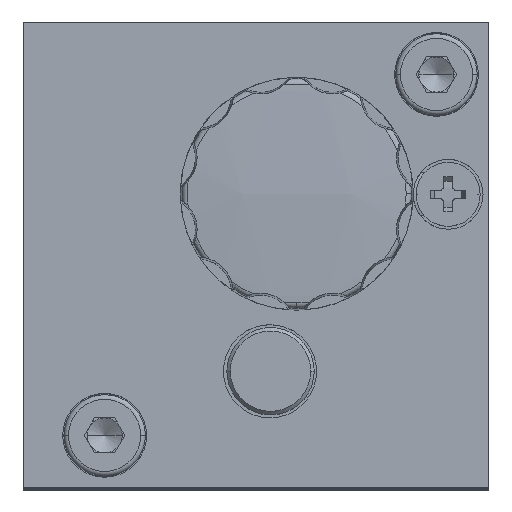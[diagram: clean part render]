
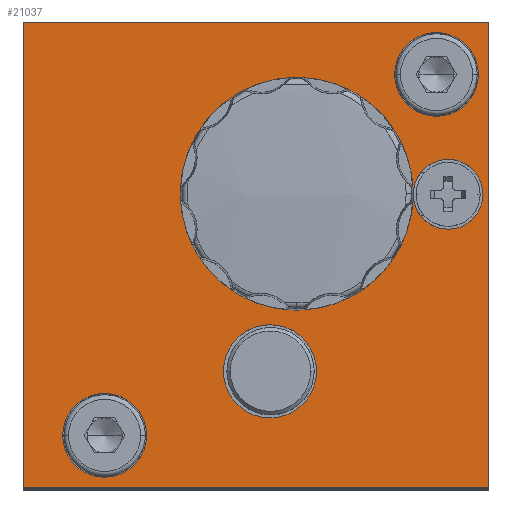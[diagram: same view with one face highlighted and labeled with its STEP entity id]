
A CAD part, top view. The second image highlights one B-rep face of the part: STEP entity #21037.
In plain terms, the highlighted planar face has unit normal (0, 0, 1).
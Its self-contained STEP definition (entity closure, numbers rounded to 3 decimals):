
#31 = DIRECTION ( 'NONE',  ( 0., 0., -1. ) ) ;
#359 = VERTEX_POINT ( 'NONE', #23903 ) ;
#969 = ORIENTED_EDGE ( 'NONE', *, *, #2988, .T. ) ;
#1067 = VECTOR ( 'NONE', #40884, 1000. ) ;
#1113 = EDGE_CURVE ( 'NONE', #34200, #31763, #22606, .T. ) ;
#1159 = ORIENTED_EDGE ( 'NONE', *, *, #37215, .T. ) ;
#1309 = DIRECTION ( 'NONE',  ( 1., 0., 0. ) ) ;
#1344 = FACE_BOUND ( 'NONE', #40430, .T. ) ;
#2988 = EDGE_CURVE ( 'NONE', #37653, #359, #3883, .T. ) ;
#3533 = CARTESIAN_POINT ( 'NONE',  ( 32.5, 25.2, 80.5 ) ) ;
#3682 = EDGE_LOOP ( 'NONE', ( #17280, #1159 ) ) ;
#3797 = CARTESIAN_POINT ( 'NONE',  ( 17.2, 10., 80.5 ) ) ;
#3857 = FACE_OUTER_BOUND ( 'NONE', #26679, .T. ) ;
#3883 = CIRCLE ( 'NONE', #31227, 4. ) ;
#5047 = DIRECTION ( 'NONE',  ( 0., 0., -1. ) ) ;
#5096 = AXIS2_PLACEMENT_3D ( 'NONE', #16004, #31728, #38335 ) ;
#5319 = CIRCLE ( 'NONE', #22783, 4. ) ;
#5879 = DIRECTION ( 'NONE',  ( 0., 0., -1. ) ) ;
#6448 = EDGE_CURVE ( 'NONE', #359, #37653, #5319, .T. ) ;
#6756 = VERTEX_POINT ( 'NONE', #13724 ) ;
#7687 = CIRCLE ( 'NONE', #29966, 9. ) ;
#7754 = CARTESIAN_POINT ( 'NONE',  ( 35.5, 35.5, 80.5 ) ) ;
#8334 = CARTESIAN_POINT ( 'NONE',  ( 40., 40., 80.5 ) ) ;
#8712 = CARTESIAN_POINT ( 'NONE',  ( 7., 4.5, 80.5 ) ) ;
#8957 = ORIENTED_EDGE ( 'NONE', *, *, #33344, .T. ) ;
#10286 = LINE ( 'NONE', #8334, #30886 ) ;
#10413 = CARTESIAN_POINT ( 'NONE',  ( 23.5, 25.2, 80.5 ) ) ;
#11051 = CIRCLE ( 'NONE', #39509, 3.6 ) ;
#11088 = CARTESIAN_POINT ( 'NONE',  ( 10.6, 4.5, 80.5 ) ) ;
#11242 = DIRECTION ( 'NONE',  ( 1., 0., 0. ) ) ;
#11486 = AXIS2_PLACEMENT_3D ( 'NONE', #8712, #31, #25660 ) ;
#11871 = CIRCLE ( 'NONE', #5096, 3. ) ;
#12887 = FACE_BOUND ( 'NONE', #3682, .T. ) ;
#13299 = DIRECTION ( 'NONE',  ( 0., 0., -1. ) ) ;
#13420 = EDGE_LOOP ( 'NONE', ( #969, #26978 ) ) ;
#13724 = CARTESIAN_POINT ( 'NONE',  ( 14.5, 25.2, 80.5 ) ) ;
#13918 = EDGE_CURVE ( 'NONE', #29308, #21656, #29917, .T. ) ;
#13983 = ORIENTED_EDGE ( 'NONE', *, *, #36588, .T. ) ;
#14375 = VECTOR ( 'NONE', #27518, 1000. ) ;
#14662 = CIRCLE ( 'NONE', #39948, 3.6 ) ;
#14795 = EDGE_LOOP ( 'NONE', ( #23396, #30204 ) ) ;
#15402 = FACE_BOUND ( 'NONE', #24792, .T. ) ;
#15917 = CARTESIAN_POINT ( 'NONE',  ( 0., 40., 80.5 ) ) ;
#16004 = CARTESIAN_POINT ( 'NONE',  ( 36.5, 25.2, 80.5 ) ) ;
#17045 = CARTESIAN_POINT ( 'NONE',  ( 7., 4.5, 80.5 ) ) ;
#17279 = AXIS2_PLACEMENT_3D ( 'NONE', #22256, #13299, #25743 ) ;
#17280 = ORIENTED_EDGE ( 'NONE', *, *, #1113, .T. ) ;
#17909 = CARTESIAN_POINT ( 'NONE',  ( 33.5, 25.2, 80.5 ) ) ;
#17948 = ORIENTED_EDGE ( 'NONE', *, *, #19632, .T. ) ;
#19074 = AXIS2_PLACEMENT_3D ( 'NONE', #31453, #27772, #34399 ) ;
#19426 = FACE_BOUND ( 'NONE', #14795, .T. ) ;
#19476 = CIRCLE ( 'NONE', #17279, 3.6 ) ;
#19632 = EDGE_CURVE ( 'NONE', #31640, #28335, #30189, .T. ) ;
#21037 = ADVANCED_FACE ( 'NONE', ( #29973, #3857, #12887, #15402, #1344, #19426 ), #28180, .T. ) ;
#21362 = CARTESIAN_POINT ( 'NONE',  ( 40., 0., 80.5 ) ) ;
#21486 = EDGE_CURVE ( 'NONE', #6756, #34061, #32403, .T. ) ;
#21656 = VERTEX_POINT ( 'NONE', #33740 ) ;
#21781 = ORIENTED_EDGE ( 'NONE', *, *, #27658, .T. ) ;
#22256 = CARTESIAN_POINT ( 'NONE',  ( 35.5, 35.5, 80.5 ) ) ;
#22369 = EDGE_CURVE ( 'NONE', #41025, #31769, #19476, .T. ) ;
#22416 = DIRECTION ( 'NONE',  ( -1., 0., 0. ) ) ;
#22606 = CIRCLE ( 'NONE', #11486, 3.6 ) ;
#22772 = VECTOR ( 'NONE', #25046, 1000. ) ;
#22783 = AXIS2_PLACEMENT_3D ( 'NONE', #38039, #5879, #22416 ) ;
#23000 = ORIENTED_EDGE ( 'NONE', *, *, #39875, .T. ) ;
#23368 = ORIENTED_EDGE ( 'NONE', *, *, #33002, .T. ) ;
#23396 = ORIENTED_EDGE ( 'NONE', *, *, #21486, .T. ) ;
#23607 = DIRECTION ( 'NONE',  ( 0., 0., -1. ) ) ;
#23608 = DIRECTION ( 'NONE',  ( 0., 0., -1. ) ) ;
#23733 = DIRECTION ( 'NONE',  ( 1., 0., 0. ) ) ;
#23903 = CARTESIAN_POINT ( 'NONE',  ( 25.2, 10., 80.5 ) ) ;
#24792 = EDGE_LOOP ( 'NONE', ( #23000, #27261 ) ) ;
#25046 = DIRECTION ( 'NONE',  ( 1., 0., 0. ) ) ;
#25574 = CARTESIAN_POINT ( 'NONE',  ( 23.5, 25.2, 80.5 ) ) ;
#25660 = DIRECTION ( 'NONE',  ( 1., 0., 0. ) ) ;
#25743 = DIRECTION ( 'NONE',  ( 1., 0., 0. ) ) ;
#26679 = EDGE_LOOP ( 'NONE', ( #39573, #21781, #17948, #13983 ) ) ;
#26695 = DIRECTION ( 'NONE',  ( 0., 0., -1. ) ) ;
#26978 = ORIENTED_EDGE ( 'NONE', *, *, #6448, .T. ) ;
#27261 = ORIENTED_EDGE ( 'NONE', *, *, #22369, .T. ) ;
#27264 = DIRECTION ( 'NONE',  ( -1., 0., 0. ) ) ;
#27462 = CIRCLE ( 'NONE', #32267, 3. ) ;
#27492 = CARTESIAN_POINT ( 'NONE',  ( 36.5, 25.2, 80.5 ) ) ;
#27518 = DIRECTION ( 'NONE',  ( 0., 1., 0. ) ) ;
#27658 = EDGE_CURVE ( 'NONE', #21656, #31640, #10286, .T. ) ;
#27772 = DIRECTION ( 'NONE',  ( 0., 0., 1. ) ) ;
#28180 = PLANE ( 'NONE',  #19074 ) ;
#28335 = VERTEX_POINT ( 'NONE', #32300 ) ;
#29100 = DIRECTION ( 'NONE',  ( -1., 0., 0. ) ) ;
#29308 = VERTEX_POINT ( 'NONE', #30863 ) ;
#29917 = LINE ( 'NONE', #21362, #14375 ) ;
#29945 = DIRECTION ( 'NONE',  ( -1., 0., 0. ) ) ;
#29966 = AXIS2_PLACEMENT_3D ( 'NONE', #25574, #35575, #29100 ) ;
#29973 = FACE_BOUND ( 'NONE', #13420, .T. ) ;
#30189 = LINE ( 'NONE', #34953, #1067 ) ;
#30204 = ORIENTED_EDGE ( 'NONE', *, *, #30744, .T. ) ;
#30448 = VERTEX_POINT ( 'NONE', #36880 ) ;
#30744 = EDGE_CURVE ( 'NONE', #34061, #6756, #7687, .T. ) ;
#30863 = CARTESIAN_POINT ( 'NONE',  ( 40., 0., 80.5 ) ) ;
#30886 = VECTOR ( 'NONE', #27264, 1000. ) ;
#30998 = CARTESIAN_POINT ( 'NONE',  ( 21.2, 10., 80.5 ) ) ;
#31227 = AXIS2_PLACEMENT_3D ( 'NONE', #30998, #5047, #40546 ) ;
#31453 = CARTESIAN_POINT ( 'NONE',  ( 40., 40., 80.5 ) ) ;
#31640 = VERTEX_POINT ( 'NONE', #15917 ) ;
#31728 = DIRECTION ( 'NONE',  ( 0., 0., -1. ) ) ;
#31763 = VERTEX_POINT ( 'NONE', #38934 ) ;
#31769 = VERTEX_POINT ( 'NONE', #38796 ) ;
#32267 = AXIS2_PLACEMENT_3D ( 'NONE', #27492, #33990, #11242 ) ;
#32300 = CARTESIAN_POINT ( 'NONE',  ( 0., 0., 80.5 ) ) ;
#32403 = CIRCLE ( 'NONE', #40951, 9. ) ;
#33002 = EDGE_CURVE ( 'NONE', #35994, #30448, #27462, .T. ) ;
#33344 = EDGE_CURVE ( 'NONE', #30448, #35994, #11871, .T. ) ;
#33740 = CARTESIAN_POINT ( 'NONE',  ( 40., 40., 80.5 ) ) ;
#33990 = DIRECTION ( 'NONE',  ( 0., 0., -1. ) ) ;
#34061 = VERTEX_POINT ( 'NONE', #3533 ) ;
#34200 = VERTEX_POINT ( 'NONE', #11088 ) ;
#34399 = DIRECTION ( 'NONE',  ( 1., 0., 0. ) ) ;
#34953 = CARTESIAN_POINT ( 'NONE',  ( 0., 0., 80.5 ) ) ;
#34983 = CARTESIAN_POINT ( 'NONE',  ( 31.9, 35.5, 80.5 ) ) ;
#35575 = DIRECTION ( 'NONE',  ( 0., 0., -1. ) ) ;
#35994 = VERTEX_POINT ( 'NONE', #17909 ) ;
#36588 = EDGE_CURVE ( 'NONE', #28335, #29308, #41383, .T. ) ;
#36880 = CARTESIAN_POINT ( 'NONE',  ( 39.5, 25.2, 80.5 ) ) ;
#37215 = EDGE_CURVE ( 'NONE', #31763, #34200, #14662, .T. ) ;
#37653 = VERTEX_POINT ( 'NONE', #3797 ) ;
#38039 = CARTESIAN_POINT ( 'NONE',  ( 21.2, 10., 80.5 ) ) ;
#38335 = DIRECTION ( 'NONE',  ( 1., 0., 0. ) ) ;
#38796 = CARTESIAN_POINT ( 'NONE',  ( 39.1, 35.5, 80.5 ) ) ;
#38934 = CARTESIAN_POINT ( 'NONE',  ( 3.4, 4.5, 80.5 ) ) ;
#39509 = AXIS2_PLACEMENT_3D ( 'NONE', #7754, #23607, #23733 ) ;
#39573 = ORIENTED_EDGE ( 'NONE', *, *, #13918, .T. ) ;
#39875 = EDGE_CURVE ( 'NONE', #31769, #41025, #11051, .T. ) ;
#39948 = AXIS2_PLACEMENT_3D ( 'NONE', #17045, #26695, #1309 ) ;
#40430 = EDGE_LOOP ( 'NONE', ( #8957, #23368 ) ) ;
#40546 = DIRECTION ( 'NONE',  ( -1., 0., 0. ) ) ;
#40884 = DIRECTION ( 'NONE',  ( 0., -1., 0. ) ) ;
#40951 = AXIS2_PLACEMENT_3D ( 'NONE', #10413, #23608, #29945 ) ;
#41025 = VERTEX_POINT ( 'NONE', #34983 ) ;
#41120 = CARTESIAN_POINT ( 'NONE',  ( 40., 0., 80.5 ) ) ;
#41383 = LINE ( 'NONE', #41120, #22772 ) ;
